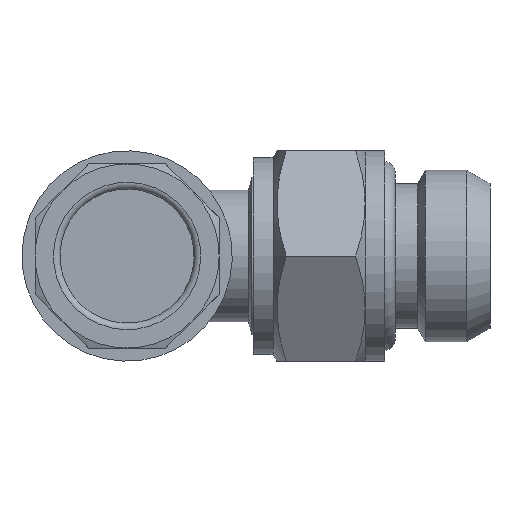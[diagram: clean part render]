
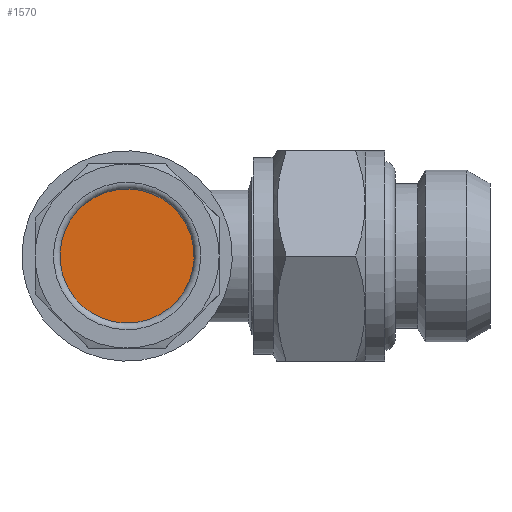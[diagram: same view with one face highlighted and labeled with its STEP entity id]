
A CAD part, left-side view. The second image highlights one B-rep face of the part: STEP entity #1570.
In plain terms, the highlighted planar face has unit normal (-1, 0, 0).
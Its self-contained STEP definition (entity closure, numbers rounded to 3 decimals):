
#29=PLANE('',#1754);
#412=FACE_OUTER_BOUND('',#565,.T.);
#565=EDGE_LOOP('',(#1254));
#684=CIRCLE('',#1719,5.1);
#779=VERTEX_POINT('',#2514);
#928=EDGE_CURVE('',#779,#779,#684,.T.);
#1254=ORIENTED_EDGE('',*,*,#928,.F.);
#1570=ADVANCED_FACE('',(#412),#29,.T.);
#1719=AXIS2_PLACEMENT_3D('',#2515,#2012,#2013);
#1754=AXIS2_PLACEMENT_3D('',#2642,#2098,#2099);
#2012=DIRECTION('center_axis',(1.,0.,0.));
#2013=DIRECTION('ref_axis',(0.,0.,1.));
#2098=DIRECTION('center_axis',(-1.,0.,0.));
#2099=DIRECTION('ref_axis',(0.,0.,1.));
#2514=CARTESIAN_POINT('',(-23.032,21.048,4.712));
#2515=CARTESIAN_POINT('Origin',(-23.032,23.,0.));
#2642=CARTESIAN_POINT('Origin',(-23.032,23.,0.));
